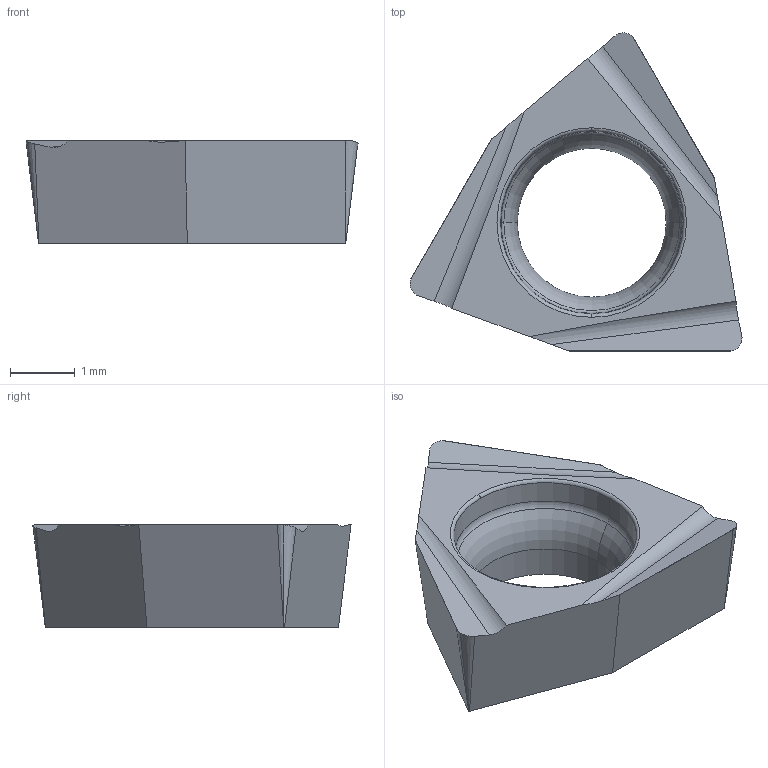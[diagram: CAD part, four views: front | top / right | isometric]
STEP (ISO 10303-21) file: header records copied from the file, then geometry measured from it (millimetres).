
FILE_DESCRIPTION (( 'STEP AP214' ), '1' );
FILE_NAME ('WWA-SFH.020.004.STEP', '2018-12-11T08:31:27', ( 'SWIAdmin' ), ( 'Hewlett-Packard Company' ), 'SwSTEP 2.0', 'SolidWorks 2017', '' );
FILE_SCHEMA (( 'AUTOMOTIVE_DESIGN' ));
Length unit declared in the file: millimetre
Products named in the file (1): WWA-SFH.020.004
Bounding box: 5.13 x 4.92 x 1.59 mm (x, y, z)
Volume: 15.1 mm3; surface area: 56.2 mm2
Topology: 1 solids, 1 shells, 31 faces, 81 edges, 52 vertices
Faces by surface type: plane 14, torus 6, cone 6, cylinder 5
Entity records: 992 total; most frequent: CARTESIAN_POINT 204, ORIENTED_EDGE 162, DIRECTION 159, EDGE_CURVE 81, AXIS2_PLACEMENT_3D 59, VERTEX_POINT 52, LINE 41, VECTOR 41
